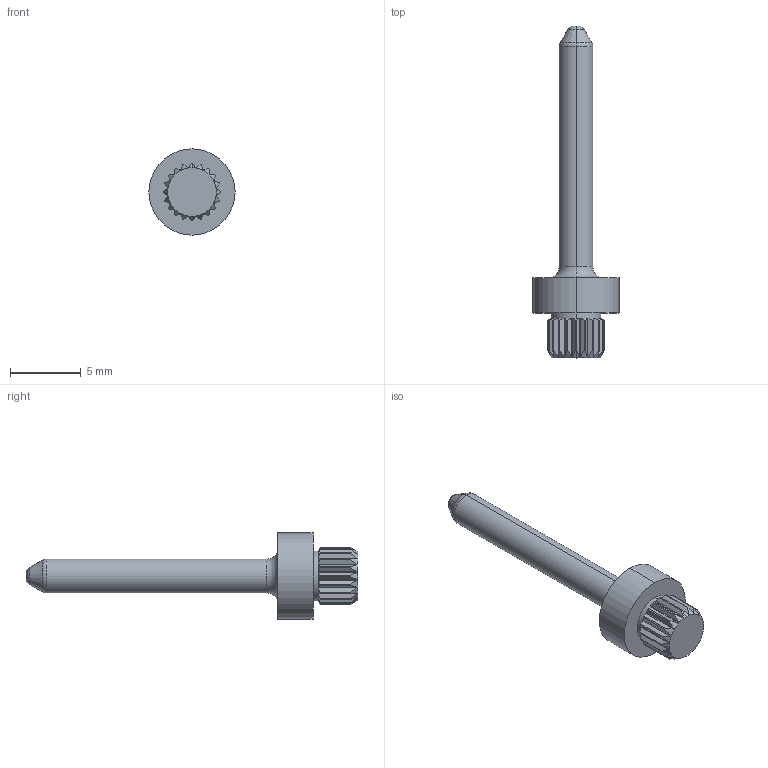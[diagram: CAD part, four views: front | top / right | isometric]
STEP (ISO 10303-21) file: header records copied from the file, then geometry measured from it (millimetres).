
FILE_DESCRIPTION (( 'STEP AP214' ), '1' );
FILE_NAME ('9104-06644-02104.STEP', '2017-06-28T16:15:22', ( 'sysadmin' ), ( '' ), 'SwSTEP 2.0', 'SolidWorks 2016', '' );
FILE_SCHEMA (( 'AUTOMOTIVE_DESIGN' ));
Length unit declared in the file: millimetre
Products named in the file (1): 9104-06644-02104
Bounding box: 6.1 x 23.48 x 6.1 mm (x, y, z)
Volume: 185.7 mm3; surface area: 281.5 mm2
Topology: 1 solids, 1 shells, 142 faces, 384 edges, 246 vertices
Faces by surface type: plane 84, cylinder 27, cone 25, torus 6
Entity records: 4574 total; most frequent: CARTESIAN_POINT 1073, ORIENTED_EDGE 768, DIRECTION 682, EDGE_CURVE 384, AXIS2_PLACEMENT_3D 255, VERTEX_POINT 246, VECTOR 172, LINE 172
